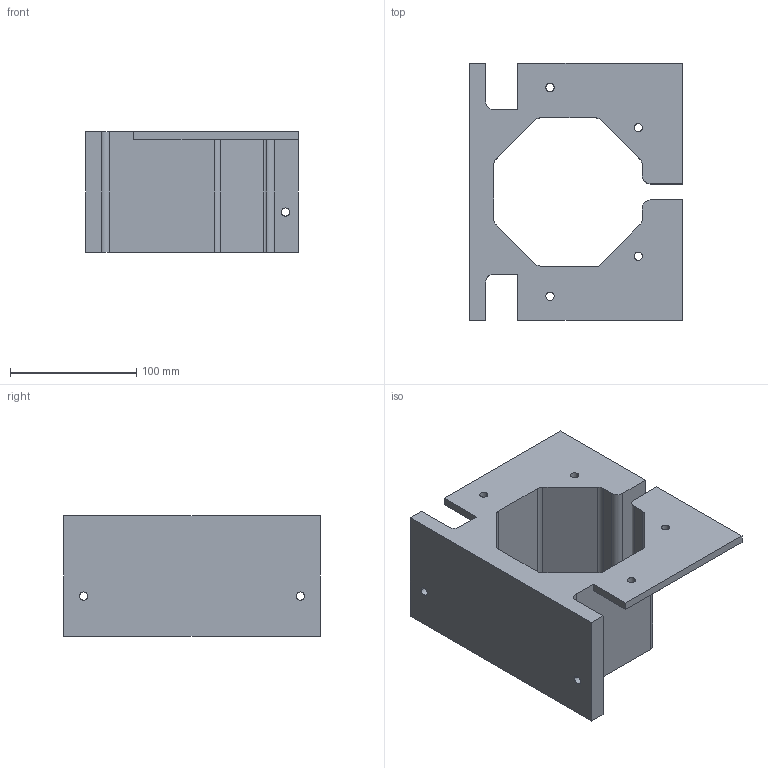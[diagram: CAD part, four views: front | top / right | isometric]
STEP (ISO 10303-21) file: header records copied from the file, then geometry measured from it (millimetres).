
FILE_DESCRIPTION((''),'2;1');
FILE_NAME('BOTTOM_PIECE_RACKET_MOUNT','2024-05-29T13:36:35',('Todd McKenzie'),(''),'CREO PARAMETRIC BY PTC INC, 2023073','CREO PARAMETRIC BY PTC INC, 2023073','');
FILE_SCHEMA(('CONFIG_CONTROL_DESIGN'));
Length unit declared in the file: inch
Products named in the file (1): BOTTOM_PIECE_RACKET_MOUNT
Bounding box: 168.13 x 203.2 x 95.25 mm (x, y, z)
Volume: 741084.8 mm3; surface area: 148336.2 mm2
Topology: 1 solids, 1 shells, 67 faces, 195 edges, 130 vertices
Faces by surface type: plane 34, cylinder 33
Entity records: 2307 total; most frequent: DIRECTION 395, CARTESIAN_POINT 392, ORIENTED_EDGE 390, EDGE_CURVE 195, AXIS2_PLACEMENT_3D 133, VERTEX_POINT 130, VECTOR 129, LINE 129
